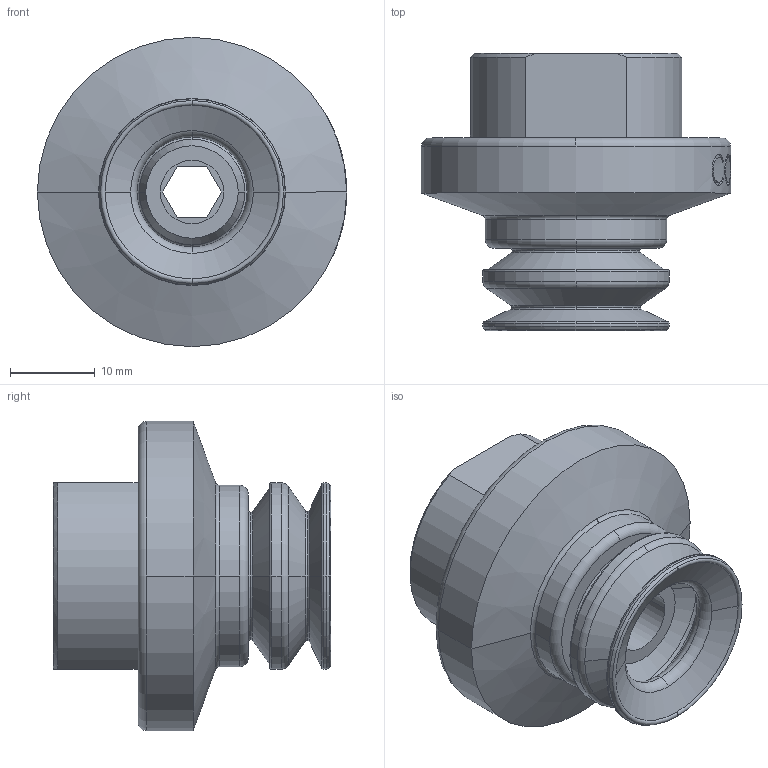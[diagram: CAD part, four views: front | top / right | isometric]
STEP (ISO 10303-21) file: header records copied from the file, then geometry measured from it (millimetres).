
FILE_DESCRIPTION(('STEP AP214'),'1');
FILE_NAME('COVAL_CBC22F38G.stp','2017-12-27T16:14:42',('TraceParts'),('TraceParts S.A.'),'Spatial InterOp 3D',' ',' ');
FILE_SCHEMA(('automotive_design'));
Length unit declared in the file: millimetre
Products named in the file (1): COVAL_CBC22F38G
Bounding box: 36.5 x 32.74 x 36.5 mm (x, y, z)
Volume: 12935.2 mm3; surface area: 6343.4 mm2
Topology: 1 solids, 1 shells, 136 faces, 358 edges, 235 vertices
Faces by surface type: torus 32, plane 29, bspline 29, cylinder 24, cone 22
Entity records: 9168 total; most frequent: CARTESIAN_POINT 4718, ORIENTED_EDGE 716, DIRECTION 697, EDGE_CURVE 358, AXIS2_PLACEMENT_3D 293, VERTEX_POINT 235, CIRCLE 185, EDGE_LOOP 149
